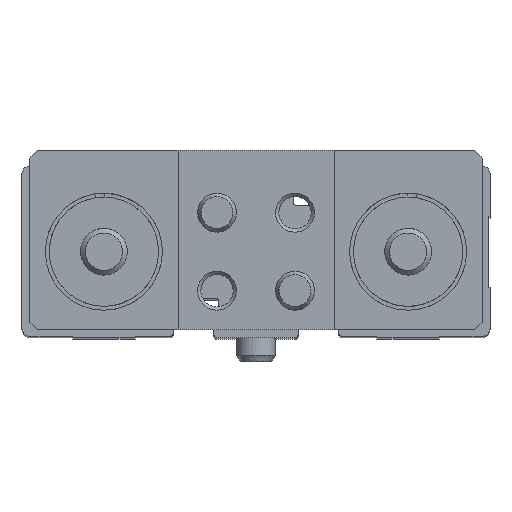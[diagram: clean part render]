
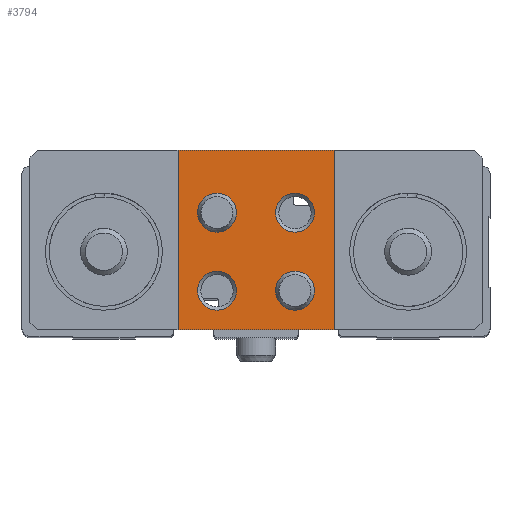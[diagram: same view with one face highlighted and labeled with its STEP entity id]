
A CAD part, top view. The second image highlights one B-rep face of the part: STEP entity #3794.
In plain terms, the highlighted planar face has unit normal (0, 0, 1).
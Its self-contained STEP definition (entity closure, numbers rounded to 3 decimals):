
#179=PLANE('',#4248);
#380=CIRCLE('',#4249,2.5);
#381=CIRCLE('',#4250,2.5);
#382=CIRCLE('',#4251,2.5);
#383=CIRCLE('',#4252,2.5);
#1168=ORIENTED_EDGE('',*,*,#1832,.T.);
#1169=ORIENTED_EDGE('',*,*,#1833,.T.);
#1170=ORIENTED_EDGE('',*,*,#1834,.T.);
#1171=ORIENTED_EDGE('',*,*,#1835,.T.);
#1172=ORIENTED_EDGE('',*,*,#1823,.T.);
#1173=ORIENTED_EDGE('',*,*,#1836,.T.);
#1174=ORIENTED_EDGE('',*,*,#1815,.T.);
#1175=ORIENTED_EDGE('',*,*,#1837,.T.);
#1815=EDGE_CURVE('',#2216,#2223,#2517,.T.);
#1823=EDGE_CURVE('',#2232,#2231,#2525,.T.);
#1832=EDGE_CURVE('',#2240,#2240,#380,.T.);
#1833=EDGE_CURVE('',#2241,#2241,#381,.T.);
#1834=EDGE_CURVE('',#2242,#2242,#382,.T.);
#1835=EDGE_CURVE('',#2243,#2243,#383,.T.);
#1836=EDGE_CURVE('',#2231,#2216,#2534,.T.);
#1837=EDGE_CURVE('',#2223,#2232,#2535,.T.);
#2216=VERTEX_POINT('',#6420);
#2223=VERTEX_POINT('',#6433);
#2231=VERTEX_POINT('',#6451);
#2232=VERTEX_POINT('',#6453);
#2240=VERTEX_POINT('',#6472);
#2241=VERTEX_POINT('',#6474);
#2242=VERTEX_POINT('',#6476);
#2243=VERTEX_POINT('',#6478);
#2517=LINE('',#6434,#2771);
#2525=LINE('',#6452,#2779);
#2534=LINE('',#6479,#2788);
#2535=LINE('',#6480,#2789);
#2771=VECTOR('',#5204,1000.);
#2779=VECTOR('',#5216,1000.);
#2788=VECTOR('',#5237,1000.);
#2789=VECTOR('',#5238,1000.);
#3042=EDGE_LOOP('',(#1168));
#3043=EDGE_LOOP('',(#1169));
#3044=EDGE_LOOP('',(#1170));
#3045=EDGE_LOOP('',(#1171));
#3046=EDGE_LOOP('',(#1172,#1173,#1174,#1175));
#3416=FACE_BOUND('',#3042,.T.);
#3417=FACE_BOUND('',#3043,.T.);
#3418=FACE_BOUND('',#3044,.T.);
#3419=FACE_BOUND('',#3045,.T.);
#3420=FACE_BOUND('',#3046,.T.);
#3794=ADVANCED_FACE('',(#3416,#3417,#3418,#3419,#3420),#179,.T.);
#4248=AXIS2_PLACEMENT_3D('',#6470,#5227,#5228);
#4249=AXIS2_PLACEMENT_3D('',#6471,#5229,#5230);
#4250=AXIS2_PLACEMENT_3D('',#6473,#5231,#5232);
#4251=AXIS2_PLACEMENT_3D('',#6475,#5233,#5234);
#4252=AXIS2_PLACEMENT_3D('',#6477,#5235,#5236);
#5204=DIRECTION('',(-1.,0.,0.));
#5216=DIRECTION('',(1.,0.,0.));
#5227=DIRECTION('',(0.,0.,1.));
#5228=DIRECTION('',(1.,0.,0.));
#5229=DIRECTION('',(0.,0.,-1.));
#5230=DIRECTION('',(-1.,0.,0.));
#5231=DIRECTION('',(0.,0.,-1.));
#5232=DIRECTION('',(-1.,0.,0.));
#5233=DIRECTION('',(0.,0.,-1.));
#5234=DIRECTION('',(-1.,0.,0.));
#5235=DIRECTION('',(0.,0.,-1.));
#5236=DIRECTION('',(-1.,0.,0.));
#5237=DIRECTION('',(0.,1.,0.));
#5238=DIRECTION('',(0.,-1.,0.));
#6420=CARTESIAN_POINT('',(10.,13.,19.));
#6433=CARTESIAN_POINT('',(-10.,13.,19.));
#6434=CARTESIAN_POINT('',(29.,13.,19.));
#6451=CARTESIAN_POINT('',(10.,-10.,19.));
#6452=CARTESIAN_POINT('',(-29.,-10.,19.));
#6453=CARTESIAN_POINT('',(-10.,-10.,19.));
#6470=CARTESIAN_POINT('',(0.,0.,19.));
#6471=CARTESIAN_POINT('',(-5.,-5.,19.));
#6472=CARTESIAN_POINT('',(-7.5,-5.,19.));
#6473=CARTESIAN_POINT('',(-5.,5.,19.));
#6474=CARTESIAN_POINT('',(-7.5,5.,19.));
#6475=CARTESIAN_POINT('',(5.,-5.,19.));
#6476=CARTESIAN_POINT('',(2.5,-5.,19.));
#6477=CARTESIAN_POINT('',(5.,5.,19.));
#6478=CARTESIAN_POINT('',(2.5,5.,19.));
#6479=CARTESIAN_POINT('',(10.,0.,19.));
#6480=CARTESIAN_POINT('',(-10.,0.,19.));
